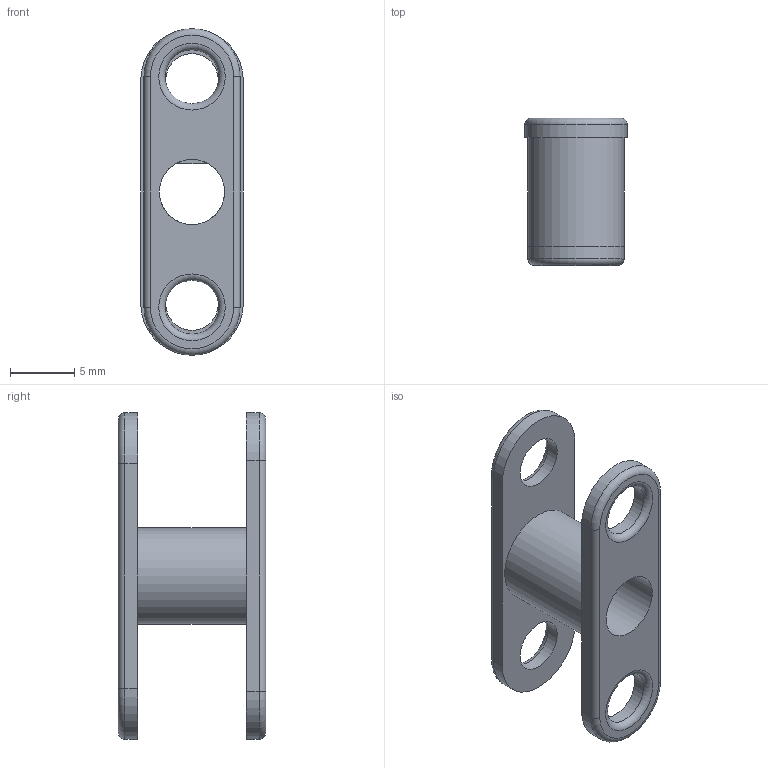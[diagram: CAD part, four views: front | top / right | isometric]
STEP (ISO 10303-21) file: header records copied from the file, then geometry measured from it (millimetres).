
FILE_DESCRIPTION(/* description */ (''),/* implementation_level */ '2;1');
FILE_NAME(/* name */ 'Rotor.step',/* time_stamp */ '2025-08-28T03:25:23+04:00',/* author */ (''),/* organization */ (''),/* preprocessor_version */ 'ST-DEVELOPER v20.1',/* originating_system */ 'Autodesk Translation Framework v14.10.0.0',/* authorisation */ '');
FILE_SCHEMA (('AUTOMOTIVE_DESIGN { 1 0 10303 214 3 1 1 }'));
Length unit declared in the file: millimetre
Products named in the file (1): Rotor
Bounding box: 8 x 11.5 x 25.5 mm (x, y, z)
Volume: 609.5 mm3; surface area: 1107.1 mm2
Topology: 1 solids, 1 shells, 33 faces, 79 edges, 49 vertices
Faces by surface type: cylinder 14, plane 11, torus 8
Full cylindrical faces by diameter (mm): 4.1 x2, 4.2 x2, 5.1 x1, 7.5 x1
Entity records: 1025 total; most frequent: DIRECTION 194, CARTESIAN_POINT 162, ORIENTED_EDGE 158, AXIS2_PLACEMENT_3D 81, EDGE_CURVE 79, VERTEX_POINT 49, CIRCLE 47, EDGE_LOOP 44
